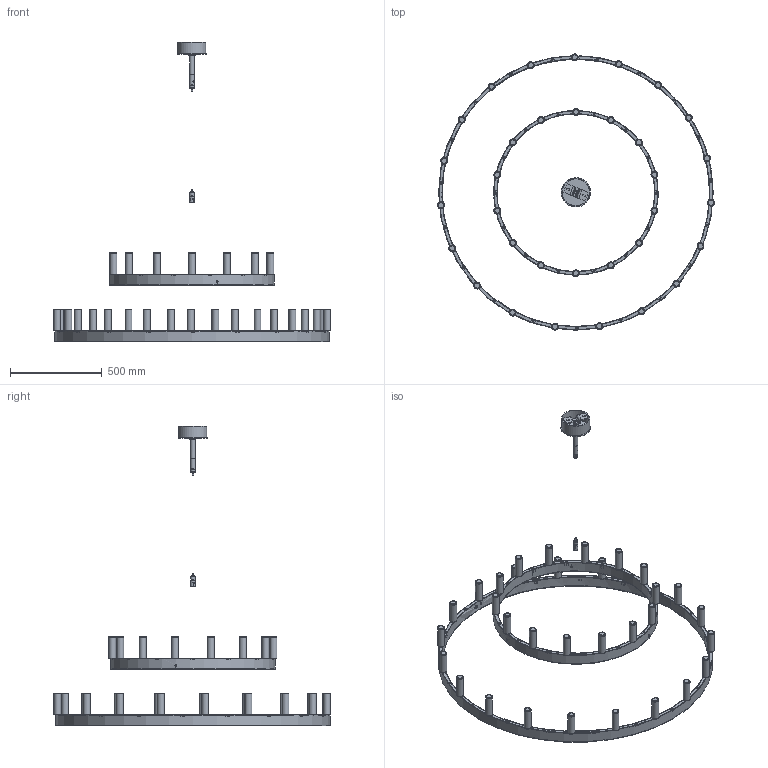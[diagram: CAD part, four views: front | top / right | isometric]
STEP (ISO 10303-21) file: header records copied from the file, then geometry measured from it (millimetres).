
FILE_DESCRIPTION(/* description */ (''),/* implementation_level */ '2;1');
FILE_NAME(/* name */ 'F549195xxxxxNE.stp',/* time_stamp */ '2020-01-17T15:15:14+01:00',/* author */ ('sghezzi'),/* organization */ (''),/* preprocessor_version */ 'ST-DEVELOPER v17.2',/* originating_system */ 'Autodesk Inventor 2019',/* authorisation */ '');
FILE_SCHEMA (('AUTOMOTIVE_DESIGN { 1 0 10303 214 3 1 1 }'));
Length unit declared in the file: millimetre
Products named in the file (12): Nuova Versione 5491.33 D 90 D 150 H150 senza tige; 007549104_CORPO_D1500; 007549100_CORPO_D900; 007549100_PIASTRA_D900; 007549112_ROSONE; 007549105_CHIUSURA_D1500; STELO SUPERIORE; 002549100_DIFFUSORE; 007549111_STAFFA; 007549116_ANELLO_FISSAGGIO; 007549126_STELO; BLOCCACAVO SACLA 96291
Assembly tree (44 placements, depth 2):
  Nuova Versione 5491.33 D 90 D 150 H150 senza tige
    007549104_CORPO_D1500
    007549100_CORPO_D900
    007549100_PIASTRA_D900
    007549112_ROSONE
    007549105_CHIUSURA_D1500
    STELO SUPERIORE
    002549100_DIFFUSORE  x33
    007549111_STAFFA
    007549116_ANELLO_FISSAGGIO
    007549126_STELO
    BLOCCACAVO SACLA 96291  x2
Bounding box: 1512.77 x 1508.97 x 1638 mm (x, y, z)
Volume: 3489221.5 mm3; surface area: 3494950.1 mm2
Topology: 77 solids, 77 shells, 914 faces, 2505 edges, 1787 vertices
Faces by surface type: plane 477, cylinder 338, torus 66, cone 33
Full cylindrical faces by diameter (mm): 3 x1, 3.242 x34, 3.7 x2, 4 x2, 4.5 x33, 4.917 x2, 8 x2, 10 x33, 12 x3, 13 x4, 16 x3, 20 x3, 25 x2, 27 x1, 28 x1, 32.4 x33, 34 x1, 38 x33, 147 x1, 153 x1, 160 x1, 860 x1, 864 x1, 896 x1, 897 x1, 900 x1, 1460 x1, 1464 x1, 1496 x1, 1497 x1
Entity records: 25803 total; most frequent: CARTESIAN_POINT 6053, DIRECTION 3958, ORIENTED_EDGE 3890, EDGE_CURVE 1945, AXIS2_PLACEMENT_3D 1400, VERTEX_POINT 1389, LINE 1158, VECTOR 1158
